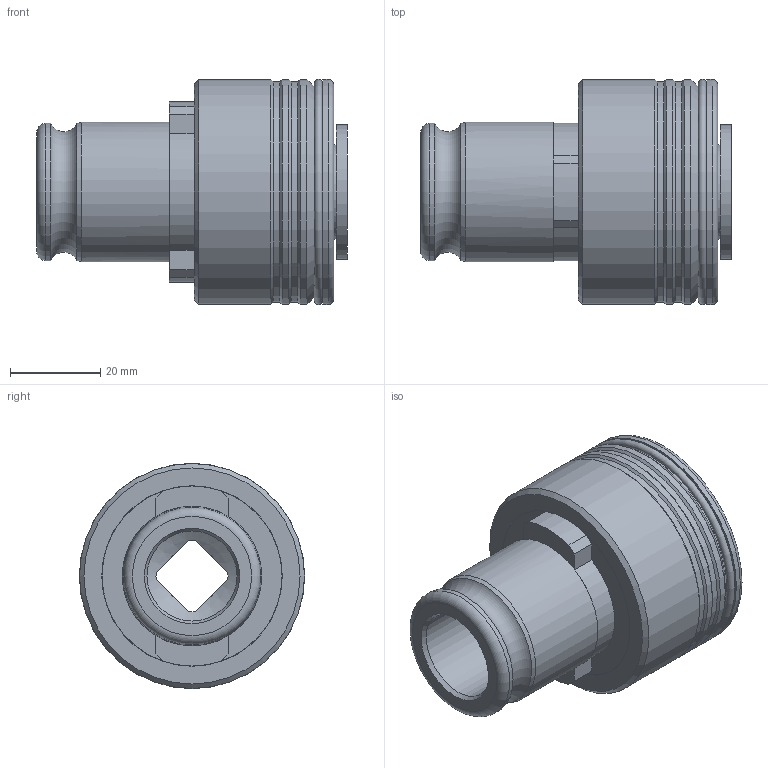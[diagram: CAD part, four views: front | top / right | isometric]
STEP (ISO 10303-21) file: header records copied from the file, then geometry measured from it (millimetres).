
FILE_DESCRIPTION( ( 'Unknown' ), '1' );
FILE_NAME( '16.12.2016.stp', 'Unknown', ( 'Unknown' ), ( 'Unknown' ), 'PSStep 15.0.49', 'Unknown', ' ' );
FILE_SCHEMA( ( 'AUTOMOTIVE_DESIGN { 1 0 10303 214 1 1 1 1 }' ) );
Length unit declared in the file: millimetre
Products named in the file (2): 1; 2
Bounding box: 69 x 50.06 x 50.06 mm (x, y, z)
Volume: 71237.8 mm3; surface area: 20393.8 mm2
Topology: 2 solids, 2 shells, 115 faces, 288 edges, 184 vertices
Faces by surface type: plane 69, cylinder 32, cone 10, torus 4
Full cylindrical faces by diameter (mm): 3 x2, 16 x1, 20 x1, 21 x1, 30 x1, 30.5 x1, 31 x1, 40 x1, 40.1 x1, 44.2 x1, 46.5 x1, 49 x2, 50 x4
Entity records: 4206 total; most frequent: CARTESIAN_POINT 600, DIRECTION 564, ORIENTED_EDGE 502, EDGE_CURVE 251, AXIS2_PLACEMENT_3D 200, VERTEX_POINT 180, LINE 164, VECTOR 164
